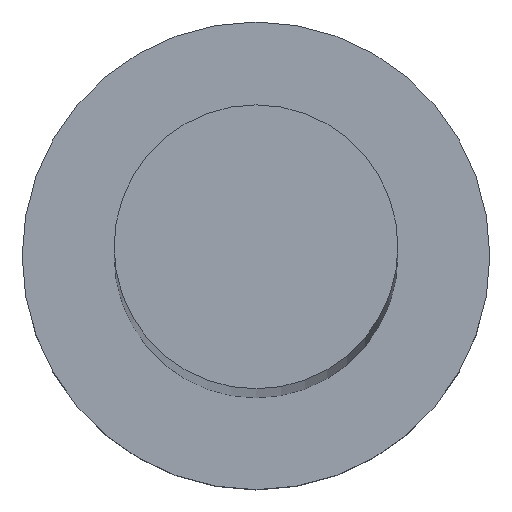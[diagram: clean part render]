
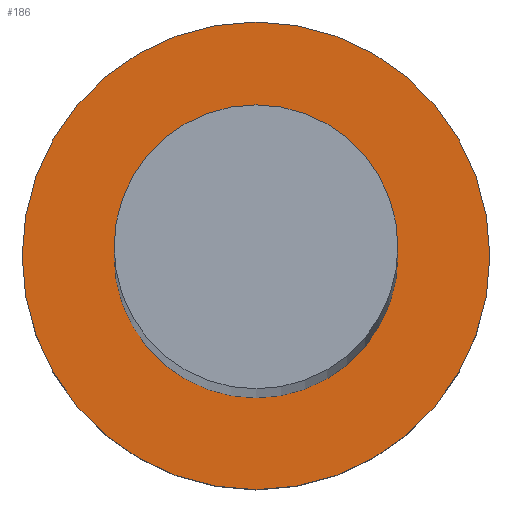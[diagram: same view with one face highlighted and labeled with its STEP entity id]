
A CAD part, top view. The second image highlights one B-rep face of the part: STEP entity #186.
In plain terms, the highlighted planar face has unit normal (0, 0, 1).
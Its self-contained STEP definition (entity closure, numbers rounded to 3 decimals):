
#2 = AXIS2_PLACEMENT_3D ( 'NONE', #147, #38, #196 ) ;
#4 = ORIENTED_EDGE ( 'NONE', *, *, #81, .T. ) ;
#7 = VERTEX_POINT ( 'NONE', #248 ) ;
#16 = AXIS2_PLACEMENT_3D ( 'NONE', #209, #34, #79 ) ;
#17 = DIRECTION ( 'NONE',  ( 0., 0., 1. ) ) ;
#34 = DIRECTION ( 'NONE',  ( 0., 0., 1. ) ) ;
#38 = DIRECTION ( 'NONE',  ( 0., 0., 1. ) ) ;
#60 = CARTESIAN_POINT ( 'NONE',  ( 0., 0., 5. ) ) ;
#62 = EDGE_CURVE ( 'NONE', #7, #175, #105, .T. ) ;
#63 = CARTESIAN_POINT ( 'NONE',  ( 0., 0., 5. ) ) ;
#70 = EDGE_CURVE ( 'NONE', #71, #192, #200, .T. ) ;
#71 = VERTEX_POINT ( 'NONE', #80 ) ;
#79 = DIRECTION ( 'NONE',  ( 1., 0., 0. ) ) ;
#80 = CARTESIAN_POINT ( 'NONE',  ( 4.25, 0., 5. ) ) ;
#81 = EDGE_CURVE ( 'NONE', #175, #7, #232, .T. ) ;
#82 = DIRECTION ( 'NONE',  ( 1., 0., 0. ) ) ;
#83 = FACE_OUTER_BOUND ( 'NONE', #223, .T. ) ;
#86 = FACE_BOUND ( 'NONE', #205, .T. ) ;
#95 = ORIENTED_EDGE ( 'NONE', *, *, #70, .F. ) ;
#99 = CARTESIAN_POINT ( 'NONE',  ( 0., 0., 5. ) ) ;
#105 = CIRCLE ( 'NONE', #236, 7. ) ;
#107 = CARTESIAN_POINT ( 'NONE',  ( -7., 0., 5. ) ) ;
#111 = ORIENTED_EDGE ( 'NONE', *, *, #121, .F. ) ;
#121 = EDGE_CURVE ( 'NONE', #192, #71, #137, .T. ) ;
#124 = DIRECTION ( 'NONE',  ( 1., 0., 0. ) ) ;
#131 = AXIS2_PLACEMENT_3D ( 'NONE', #63, #167, #124 ) ;
#137 = CIRCLE ( 'NONE', #16, 4.25 ) ;
#147 = CARTESIAN_POINT ( 'NONE',  ( 0., 0., 5. ) ) ;
#167 = DIRECTION ( 'NONE',  ( 0., 0., 1. ) ) ;
#175 = VERTEX_POINT ( 'NONE', #107 ) ;
#179 = DIRECTION ( 'NONE',  ( 0., 0., 1. ) ) ;
#183 = CARTESIAN_POINT ( 'NONE',  ( -4.25, 0., 5. ) ) ;
#185 = PLANE ( 'NONE',  #131 ) ;
#186 = ADVANCED_FACE ( 'NONE', ( #86, #83 ), #185, .T. ) ;
#192 = VERTEX_POINT ( 'NONE', #183 ) ;
#196 = DIRECTION ( 'NONE',  ( 1., 0., 0. ) ) ;
#200 = CIRCLE ( 'NONE', #220, 4.25 ) ;
#205 = EDGE_LOOP ( 'NONE', ( #111, #95 ) ) ;
#207 = ORIENTED_EDGE ( 'NONE', *, *, #62, .T. ) ;
#209 = CARTESIAN_POINT ( 'NONE',  ( 0., 0., 5. ) ) ;
#220 = AXIS2_PLACEMENT_3D ( 'NONE', #60, #17, #253 ) ;
#223 = EDGE_LOOP ( 'NONE', ( #4, #207 ) ) ;
#232 = CIRCLE ( 'NONE', #2, 7. ) ;
#236 = AXIS2_PLACEMENT_3D ( 'NONE', #99, #179, #82 ) ;
#248 = CARTESIAN_POINT ( 'NONE',  ( 7., 0., 5. ) ) ;
#253 = DIRECTION ( 'NONE',  ( 1., 0., 0. ) ) ;
